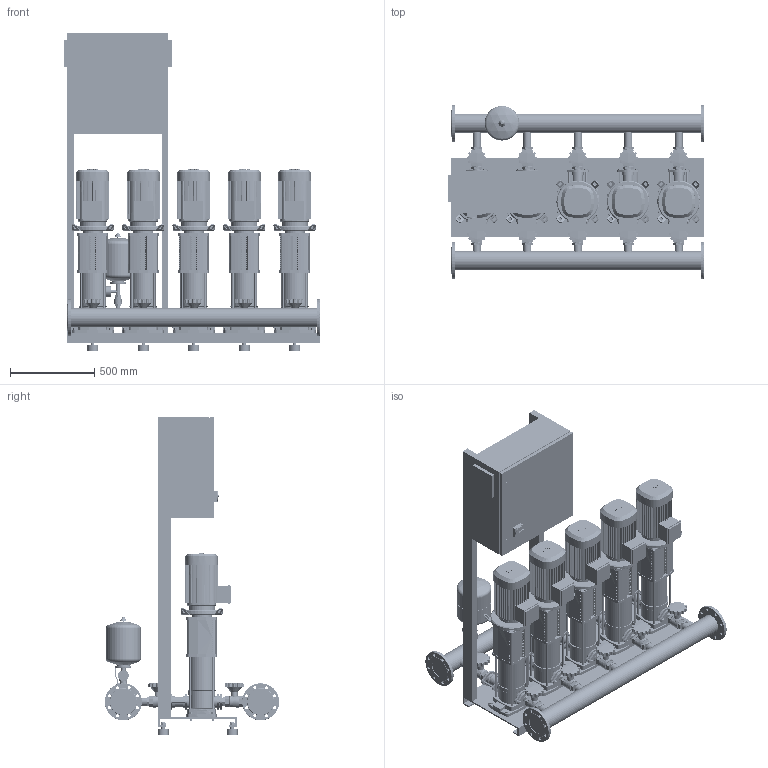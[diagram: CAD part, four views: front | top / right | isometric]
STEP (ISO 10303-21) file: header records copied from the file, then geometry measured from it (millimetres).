
FILE_DESCRIPTION((''),'2;1');
FILE_NAME('3d_CO-5HELIXV1605_K_CC-01-2532233.stp','2016-01-25T08:34:21',(''),(''),'Mechanical Desktop 2009','Mechanical Desktop 2009',', , ');
FILE_SCHEMA(('CONFIG_CONTROL_DESIGN'));
Length unit declared in the file: millimetre
Products named in the file (1): Product
Bounding box: 1520 x 1036 x 1885 mm (x, y, z)
Volume: 282663459.8 mm3; surface area: 16097623.2 mm2
Topology: 247 solids, 247 shells, 8505 faces, 22309 edges, 14604 vertices
Faces by surface type: plane 3547, bspline 2226, cylinder 2170, cone 386, torus 144, sphere 32
Entity records: 281139 total; most frequent: CARTESIAN_POINT 71788, ORIENTED_EDGE 44562, DIRECTION 40839, EDGE_CURVE 22281, VERTEX_POINT 14598, VECTOR 14097, LINE 14097, AXIS2_PLACEMENT_3D 13371
